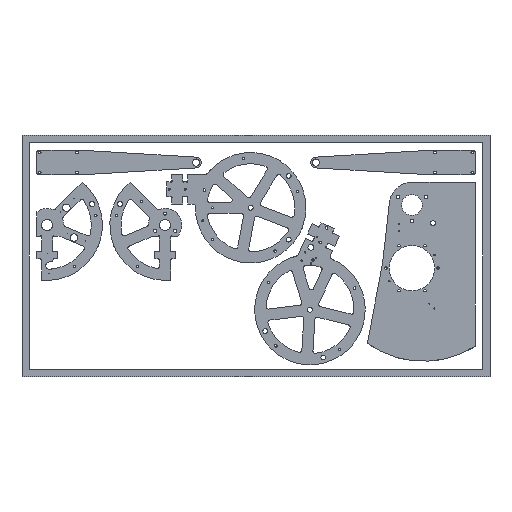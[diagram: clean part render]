
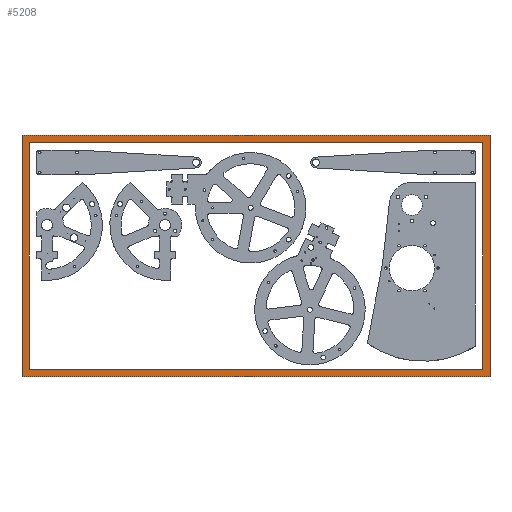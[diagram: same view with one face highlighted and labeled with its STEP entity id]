
A CAD part, front view. The second image highlights one B-rep face of the part: STEP entity #5208.
In plain terms, the highlighted planar face has unit normal (0, -1, 0).
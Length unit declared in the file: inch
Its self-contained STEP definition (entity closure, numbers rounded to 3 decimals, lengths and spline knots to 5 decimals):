
#114 = VECTOR ( 'NONE', #5544, 39.37008 ) ;
#554 = VERTEX_POINT ( 'NONE', #1133 ) ;
#577 = EDGE_CURVE ( 'NONE', #12357, #8120, #18348, .T. ) ;
#1044 = VECTOR ( 'NONE', #12509, 39.37008 ) ;
#1133 = CARTESIAN_POINT ( 'NONE',  ( 12.3937, 0., -6.3937 ) ) ;
#1545 = ORIENTED_EDGE ( 'NONE', *, *, #577, .T. ) ;
#1935 = EDGE_LOOP ( 'NONE', ( #3473, #11080, #19786, #2550 ) ) ;
#1946 = PLANE ( 'NONE',  #18138 ) ;
#2456 = ORIENTED_EDGE ( 'NONE', *, *, #19928, .T. ) ;
#2550 = ORIENTED_EDGE ( 'NONE', *, *, #16444, .F. ) ;
#3111 = EDGE_CURVE ( 'NONE', #19459, #554, #19174, .T. ) ;
#3176 = DIRECTION ( 'NONE',  ( 0., 0., 1. ) ) ;
#3388 = VECTOR ( 'NONE', #11635, 39.37008 ) ;
#3473 = ORIENTED_EDGE ( 'NONE', *, *, #3111, .F. ) ;
#3681 = LINE ( 'NONE', #17794, #3388 ) ;
#3817 = VECTOR ( 'NONE', #4224, 39.37008 ) ;
#3894 = VERTEX_POINT ( 'NONE', #11602 ) ;
#4143 = VERTEX_POINT ( 'NONE', #15689 ) ;
#4224 = DIRECTION ( 'NONE',  ( 0., 0., -1. ) ) ;
#5208 = ADVANCED_FACE ( 'NONE', ( #8050, #14647 ), #1946, .F. ) ;
#5544 = DIRECTION ( 'NONE',  ( -1., 0., 0. ) ) ;
#5929 = LINE ( 'NONE', #15520, #7917 ) ;
#6101 = ORIENTED_EDGE ( 'NONE', *, *, #7498, .T. ) ;
#6913 = VECTOR ( 'NONE', #9888, 39.37008 ) ;
#7411 = CARTESIAN_POINT ( 'NONE',  ( -12., 0., -6. ) ) ;
#7498 = EDGE_CURVE ( 'NONE', #16629, #12357, #9521, .T. ) ;
#7907 = CARTESIAN_POINT ( 'NONE',  ( -12.3937, 0., 0. ) ) ;
#7917 = VECTOR ( 'NONE', #12242, 39.37008 ) ;
#8002 = EDGE_CURVE ( 'NONE', #16068, #19459, #3681, .T. ) ;
#8050 = FACE_OUTER_BOUND ( 'NONE', #1935, .T. ) ;
#8120 = VERTEX_POINT ( 'NONE', #18486 ) ;
#9350 = CARTESIAN_POINT ( 'NONE',  ( 12.3937, 0., 6.3937 ) ) ;
#9521 = LINE ( 'NONE', #15800, #1044 ) ;
#9802 = DIRECTION ( 'NONE',  ( 0., 0., 1. ) ) ;
#9888 = DIRECTION ( 'NONE',  ( 0., 0., -1. ) ) ;
#9963 = VECTOR ( 'NONE', #19837, 39.37008 ) ;
#10925 = CARTESIAN_POINT ( 'NONE',  ( -12.3937, 0., 6.3937 ) ) ;
#11080 = ORIENTED_EDGE ( 'NONE', *, *, #8002, .F. ) ;
#11602 = CARTESIAN_POINT ( 'NONE',  ( -12.3937, 0., -6.3937 ) ) ;
#11621 = CARTESIAN_POINT ( 'NONE',  ( 12., 0., 6. ) ) ;
#11635 = DIRECTION ( 'NONE',  ( 1., 0., 0. ) ) ;
#11806 = LINE ( 'NONE', #18297, #9963 ) ;
#12242 = DIRECTION ( 'NONE',  ( -1., 0., 0. ) ) ;
#12357 = VERTEX_POINT ( 'NONE', #11621 ) ;
#12509 = DIRECTION ( 'NONE',  ( 1., 0., 0. ) ) ;
#13356 = CARTESIAN_POINT ( 'NONE',  ( -12., 0., 6. ) ) ;
#13804 = CARTESIAN_POINT ( 'NONE',  ( 12., 0., 6. ) ) ;
#14240 = DIRECTION ( 'NONE',  ( 0., 1., 0. ) ) ;
#14647 = FACE_BOUND ( 'NONE', #17021, .T. ) ;
#15075 = EDGE_CURVE ( 'NONE', #3894, #16068, #17296, .T. ) ;
#15250 = LINE ( 'NONE', #7411, #114 ) ;
#15520 = CARTESIAN_POINT ( 'NONE',  ( 0., 0., -6.3937 ) ) ;
#15689 = CARTESIAN_POINT ( 'NONE',  ( -12., 0., -6. ) ) ;
#15800 = CARTESIAN_POINT ( 'NONE',  ( -12., 0., 6. ) ) ;
#16068 = VERTEX_POINT ( 'NONE', #10925 ) ;
#16444 = EDGE_CURVE ( 'NONE', #554, #3894, #5929, .T. ) ;
#16629 = VERTEX_POINT ( 'NONE', #13356 ) ;
#17002 = ORIENTED_EDGE ( 'NONE', *, *, #17778, .T. ) ;
#17021 = EDGE_LOOP ( 'NONE', ( #1545, #2456, #17002, #6101 ) ) ;
#17296 = LINE ( 'NONE', #7907, #17905 ) ;
#17409 = CARTESIAN_POINT ( 'NONE',  ( 0., 0., 0. ) ) ;
#17622 = CARTESIAN_POINT ( 'NONE',  ( 12.3937, 0., 0. ) ) ;
#17778 = EDGE_CURVE ( 'NONE', #4143, #16629, #11806, .T. ) ;
#17794 = CARTESIAN_POINT ( 'NONE',  ( 0., 0., 6.3937 ) ) ;
#17905 = VECTOR ( 'NONE', #3176, 39.37008 ) ;
#18138 = AXIS2_PLACEMENT_3D ( 'NONE', #17409, #14240, #9802 ) ;
#18297 = CARTESIAN_POINT ( 'NONE',  ( -12., 0., 6. ) ) ;
#18348 = LINE ( 'NONE', #13804, #3817 ) ;
#18486 = CARTESIAN_POINT ( 'NONE',  ( 12., 0., -6. ) ) ;
#19174 = LINE ( 'NONE', #17622, #6913 ) ;
#19459 = VERTEX_POINT ( 'NONE', #9350 ) ;
#19786 = ORIENTED_EDGE ( 'NONE', *, *, #15075, .F. ) ;
#19837 = DIRECTION ( 'NONE',  ( 0., 0., 1. ) ) ;
#19928 = EDGE_CURVE ( 'NONE', #8120, #4143, #15250, .T. ) ;
